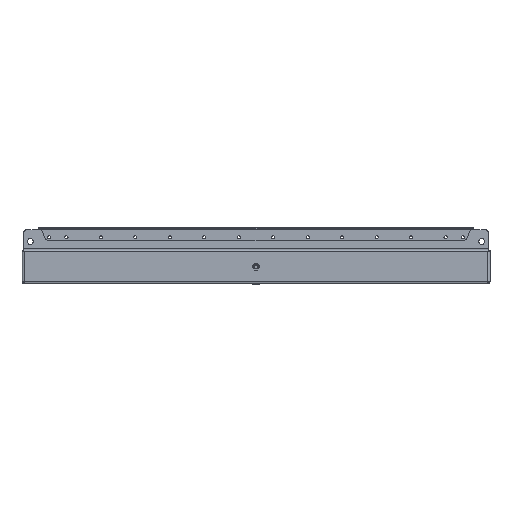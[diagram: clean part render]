
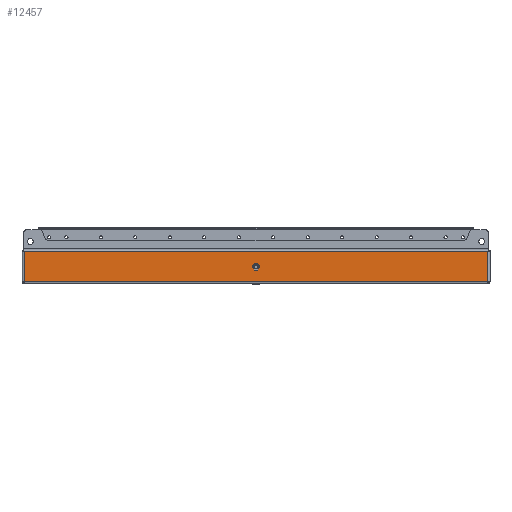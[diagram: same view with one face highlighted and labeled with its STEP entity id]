
A CAD part, front view. The second image highlights one B-rep face of the part: STEP entity #12457.
In plain terms, the highlighted planar face has unit normal (0, -1, 0).
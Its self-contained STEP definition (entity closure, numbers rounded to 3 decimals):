
#319 = CARTESIAN_POINT ( 'NONE',  ( 336.5, -1.5, -22. ) ) ;
#421 = LINE ( 'NONE', #6748, #18497 ) ;
#761 = DIRECTION ( 'NONE',  ( 1., 0., 0. ) ) ;
#768 = VECTOR ( 'NONE', #2445, 1000. ) ;
#886 = ORIENTED_EDGE ( 'NONE', *, *, #1177, .F. ) ;
#948 = CARTESIAN_POINT ( 'NONE',  ( -339.5, -1.5, -22. ) ) ;
#988 = EDGE_LOOP ( 'NONE', ( #12781, #1392, #2741, #7139 ) ) ;
#1000 = VERTEX_POINT ( 'NONE', #19291 ) ;
#1078 = LINE ( 'NONE', #2679, #17413 ) ;
#1122 = EDGE_CURVE ( 'NONE', #19828, #8547, #13405, .T. ) ;
#1177 = EDGE_CURVE ( 'NONE', #13653, #8629, #11897, .T. ) ;
#1392 = ORIENTED_EDGE ( 'NONE', *, *, #3293, .T. ) ;
#1456 = DIRECTION ( 'NONE',  ( 0., 0., 1. ) ) ;
#1580 = EDGE_CURVE ( 'NONE', #3236, #1000, #18355, .T. ) ;
#2277 = CARTESIAN_POINT ( 'NONE',  ( -5.312, -1.5, 0. ) ) ;
#2384 = CARTESIAN_POINT ( 'NONE',  ( 0., -1.5, 0. ) ) ;
#2445 = DIRECTION ( 'NONE',  ( -0.5, 0., -0.866 ) ) ;
#2536 = ORIENTED_EDGE ( 'NONE', *, *, #19816, .F. ) ;
#2574 = FACE_BOUND ( 'NONE', #9317, .T. ) ;
#2679 = CARTESIAN_POINT ( 'NONE',  ( 337.646, -1.5, 22. ) ) ;
#2741 = ORIENTED_EDGE ( 'NONE', *, *, #8964, .T. ) ;
#3236 = VERTEX_POINT ( 'NONE', #2277 ) ;
#3293 = EDGE_CURVE ( 'NONE', #8547, #18489, #1078, .T. ) ;
#3537 = ORIENTED_EDGE ( 'NONE', *, *, #17168, .F. ) ;
#3899 = DIRECTION ( 'NONE',  ( 0., -1., 0. ) ) ;
#4014 = PLANE ( 'NONE',  #8080 ) ;
#4274 = VECTOR ( 'NONE', #1456, 1000. ) ;
#6114 = CARTESIAN_POINT ( 'NONE',  ( 5.312, -1.5, 0. ) ) ;
#6235 = VERTEX_POINT ( 'NONE', #11717 ) ;
#6532 = VERTEX_POINT ( 'NONE', #11198 ) ;
#6644 = CARTESIAN_POINT ( 'NONE',  ( 336.5, -1.5, 22. ) ) ;
#6748 = CARTESIAN_POINT ( 'NONE',  ( 5.312, -1.5, 0. ) ) ;
#6837 = VECTOR ( 'NONE', #19480, 1000. ) ;
#7139 = ORIENTED_EDGE ( 'NONE', *, *, #11742, .T. ) ;
#7172 = LINE ( 'NONE', #13395, #768 ) ;
#8070 = VECTOR ( 'NONE', #8292, 1000. ) ;
#8080 = AXIS2_PLACEMENT_3D ( 'NONE', #2384, #3899, #10222 ) ;
#8281 = ORIENTED_EDGE ( 'NONE', *, *, #13249, .F. ) ;
#8292 = DIRECTION ( 'NONE',  ( 0., 0., -1. ) ) ;
#8547 = VERTEX_POINT ( 'NONE', #6644 ) ;
#8629 = VERTEX_POINT ( 'NONE', #9944 ) ;
#8964 = EDGE_CURVE ( 'NONE', #18489, #6532, #19093, .T. ) ;
#9251 = CARTESIAN_POINT ( 'NONE',  ( -5.312, -1.5, 0. ) ) ;
#9317 = EDGE_LOOP ( 'NONE', ( #17391, #886, #2536, #3537, #8281, #17442 ) ) ;
#9322 = CARTESIAN_POINT ( 'NONE',  ( 2.656, -1.5, 4.6 ) ) ;
#9944 = CARTESIAN_POINT ( 'NONE',  ( -2.656, -1.5, 4.6 ) ) ;
#10053 = VECTOR ( 'NONE', #10585, 1000. ) ;
#10106 = VERTEX_POINT ( 'NONE', #6114 ) ;
#10222 = DIRECTION ( 'NONE',  ( 0., 0., -1. ) ) ;
#10379 = LINE ( 'NONE', #16584, #6837 ) ;
#10585 = DIRECTION ( 'NONE',  ( -1., 0., 0. ) ) ;
#11198 = CARTESIAN_POINT ( 'NONE',  ( -336.5, -1.5, -22. ) ) ;
#11304 = CARTESIAN_POINT ( 'NONE',  ( -336.5, -1.5, 23.146 ) ) ;
#11625 = DIRECTION ( 'NONE',  ( -1., 0., 0. ) ) ;
#11717 = CARTESIAN_POINT ( 'NONE',  ( 2.656, -1.5, -4.6 ) ) ;
#11742 = EDGE_CURVE ( 'NONE', #6532, #19828, #16217, .T. ) ;
#11897 = LINE ( 'NONE', #17904, #10053 ) ;
#12457 = ADVANCED_FACE ( 'NONE', ( #2574, #17631 ), #4014, .T. ) ;
#12781 = ORIENTED_EDGE ( 'NONE', *, *, #1122, .T. ) ;
#13249 = EDGE_CURVE ( 'NONE', #1000, #6235, #10379, .T. ) ;
#13308 = VECTOR ( 'NONE', #14702, 1000. ) ;
#13395 = CARTESIAN_POINT ( 'NONE',  ( -2.656, -1.5, 4.6 ) ) ;
#13405 = LINE ( 'NONE', #16508, #4274 ) ;
#13653 = VERTEX_POINT ( 'NONE', #9322 ) ;
#14172 = DIRECTION ( 'NONE',  ( -0.5, 0., 0.866 ) ) ;
#14332 = EDGE_CURVE ( 'NONE', #8629, #3236, #7172, .T. ) ;
#14597 = CARTESIAN_POINT ( 'NONE',  ( -336.5, -1.5, 22. ) ) ;
#14702 = DIRECTION ( 'NONE',  ( 0.5, 0., 0.866 ) ) ;
#15156 = DIRECTION ( 'NONE',  ( 0.5, 0., -0.866 ) ) ;
#16217 = LINE ( 'NONE', #948, #17456 ) ;
#16398 = CARTESIAN_POINT ( 'NONE',  ( 2.656, -1.5, -4.6 ) ) ;
#16508 = CARTESIAN_POINT ( 'NONE',  ( 336.5, -1.5, -22. ) ) ;
#16584 = CARTESIAN_POINT ( 'NONE',  ( -2.656, -1.5, -4.6 ) ) ;
#17168 = EDGE_CURVE ( 'NONE', #6235, #10106, #17899, .T. ) ;
#17391 = ORIENTED_EDGE ( 'NONE', *, *, #14332, .F. ) ;
#17413 = VECTOR ( 'NONE', #11625, 1000. ) ;
#17442 = ORIENTED_EDGE ( 'NONE', *, *, #1580, .F. ) ;
#17456 = VECTOR ( 'NONE', #761, 1000. ) ;
#17631 = FACE_OUTER_BOUND ( 'NONE', #988, .T. ) ;
#17899 = LINE ( 'NONE', #16398, #13308 ) ;
#17904 = CARTESIAN_POINT ( 'NONE',  ( 2.656, -1.5, 4.6 ) ) ;
#18355 = LINE ( 'NONE', #9251, #19322 ) ;
#18489 = VERTEX_POINT ( 'NONE', #14597 ) ;
#18497 = VECTOR ( 'NONE', #14172, 1000. ) ;
#19093 = LINE ( 'NONE', #11304, #8070 ) ;
#19291 = CARTESIAN_POINT ( 'NONE',  ( -2.656, -1.5, -4.6 ) ) ;
#19322 = VECTOR ( 'NONE', #15156, 1000. ) ;
#19480 = DIRECTION ( 'NONE',  ( 1., 0., 0. ) ) ;
#19816 = EDGE_CURVE ( 'NONE', #10106, #13653, #421, .T. ) ;
#19828 = VERTEX_POINT ( 'NONE', #319 ) ;
